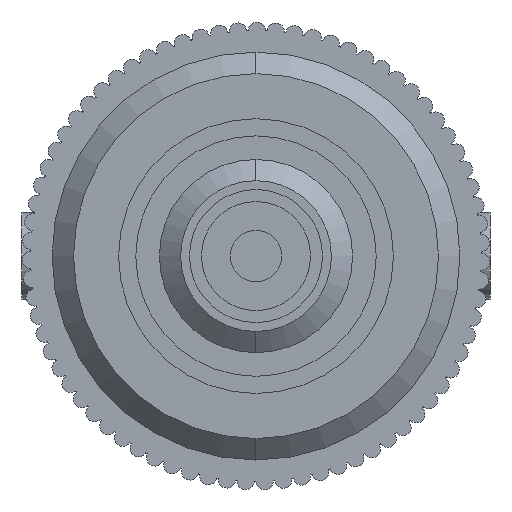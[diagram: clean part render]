
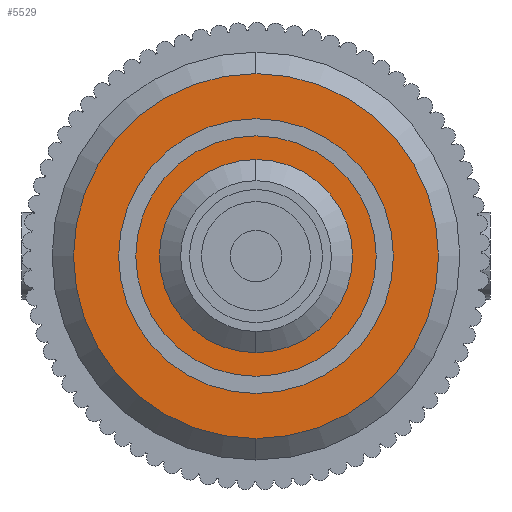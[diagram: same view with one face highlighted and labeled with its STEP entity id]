
A CAD part, left-side view. The second image highlights one B-rep face of the part: STEP entity #5529.
In plain terms, the highlighted planar face has unit normal (-1, 0, 0).
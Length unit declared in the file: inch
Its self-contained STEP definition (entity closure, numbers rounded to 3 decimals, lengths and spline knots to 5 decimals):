
#235 = CARTESIAN_POINT ( 'NONE',  ( 0., 0., -0.08858 ) ) ;
#258 = CARTESIAN_POINT ( 'NONE',  ( 0., 0., 0.08858 ) ) ;
#357 = CARTESIAN_POINT ( 'NONE',  ( 0., 0., 0. ) ) ;
#358 = AXIS2_PLACEMENT_3D ( 'NONE', #357, #409, #408 ) ;
#378 = CARTESIAN_POINT ( 'NONE',  ( 0., 0., -0.16732 ) ) ;
#408 = DIRECTION ( 'NONE',  ( 0., 0., -1. ) ) ;
#409 = DIRECTION ( 'NONE',  ( -1., 0., 0. ) ) ;
#424 = CARTESIAN_POINT ( 'NONE',  ( 0., 0., 0.16732 ) ) ;
#445 = CIRCLE ( 'NONE', #358, 0.16732 ) ;
#2757 = DIRECTION ( 'NONE',  ( 0., 0., -1. ) ) ;
#2758 = DIRECTION ( 'NONE',  ( -1., 0., 0. ) ) ;
#2759 = CARTESIAN_POINT ( 'NONE',  ( 0., 0., 0. ) ) ;
#2760 = AXIS2_PLACEMENT_3D ( 'NONE', #2759, #2758, #2757 ) ;
#2769 = CIRCLE ( 'NONE', #2760, 0.08858 ) ;
#3531 = EDGE_CURVE ( 'NONE', #3616, #3619, #2769, .T. ) ;
#3616 = VERTEX_POINT ( 'NONE', #258 ) ;
#3619 = VERTEX_POINT ( 'NONE', #235 ) ;
#3640 = EDGE_CURVE ( 'NONE', #3642, #3644, #445, .T. ) ;
#3642 = VERTEX_POINT ( 'NONE', #424 ) ;
#3644 = VERTEX_POINT ( 'NONE', #378 ) ;
#5498 = ORIENTED_EDGE ( 'NONE', *, *, #7179, .T. ) ;
#5502 = EDGE_LOOP ( 'NONE', ( #5498, #7177 ) ) ;
#5529 = ADVANCED_FACE ( 'NONE', ( #9601, #9554 ), #9600, .F. ) ;
#7111 = ORIENTED_EDGE ( 'NONE', *, *, #7188, .F. ) ;
#7177 = ORIENTED_EDGE ( 'NONE', *, *, #3640, .T. ) ;
#7178 = EDGE_LOOP ( 'NONE', ( #7111, #7186 ) ) ;
#7179 = EDGE_CURVE ( 'NONE', #3644, #3642, #9459, .T. ) ;
#7186 = ORIENTED_EDGE ( 'NONE', *, *, #3531, .F. ) ;
#7188 = EDGE_CURVE ( 'NONE', #3619, #3616, #9087, .T. ) ;
#9087 = CIRCLE ( 'NONE', #9108, 0.08858 ) ;
#9107 = DIRECTION ( 'NONE',  ( 0., 0., -1. ) ) ;
#9108 = AXIS2_PLACEMENT_3D ( 'NONE', #9112, #9113, #9107 ) ;
#9112 = CARTESIAN_POINT ( 'NONE',  ( 0., 0., 0. ) ) ;
#9113 = DIRECTION ( 'NONE',  ( -1., 0., 0. ) ) ;
#9456 = DIRECTION ( 'NONE',  ( 0., 0., -1. ) ) ;
#9457 = DIRECTION ( 'NONE',  ( -1., 0., 0. ) ) ;
#9458 = AXIS2_PLACEMENT_3D ( 'NONE', #9465, #9457, #9456 ) ;
#9459 = CIRCLE ( 'NONE', #9458, 0.16732 ) ;
#9465 = CARTESIAN_POINT ( 'NONE',  ( 0., 0., 0. ) ) ;
#9554 = FACE_BOUND ( 'NONE', #7178, .T. ) ;
#9600 = PLANE ( 'NONE',  #9627 ) ;
#9601 = FACE_OUTER_BOUND ( 'NONE', #5502, .T. ) ;
#9607 = DIRECTION ( 'NONE',  ( 0., 0., -1. ) ) ;
#9626 = CARTESIAN_POINT ( 'NONE',  ( 0., 0., 0. ) ) ;
#9627 = AXIS2_PLACEMENT_3D ( 'NONE', #9626, #9643, #9607 ) ;
#9643 = DIRECTION ( 'NONE',  ( 1., 0., 0. ) ) ;
